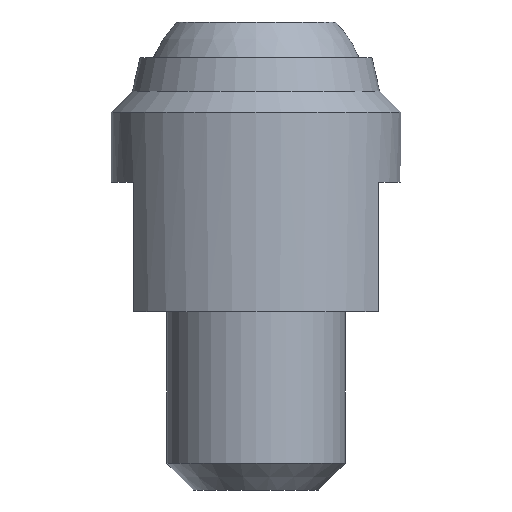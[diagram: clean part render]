
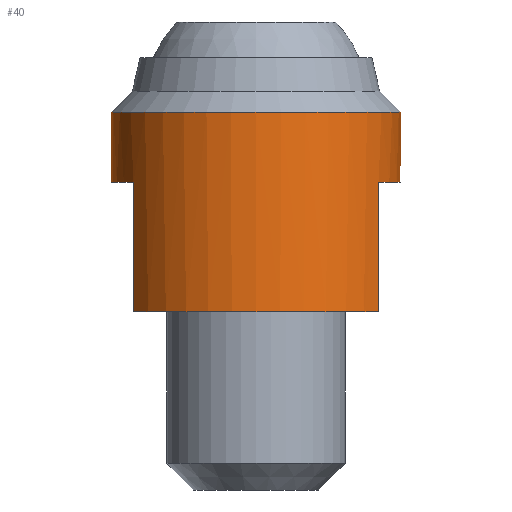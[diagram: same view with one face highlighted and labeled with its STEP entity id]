
A CAD part, front view. The second image highlights one B-rep face of the part: STEP entity #40.
In plain terms, the highlighted cylindrical face has radius 6.5 mm (diameter 13 mm), a full revolution.
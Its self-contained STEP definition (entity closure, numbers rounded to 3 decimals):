
#40 = ADVANCED_FACE( '', ( #87, #88 ), #89, .T. );
#87 = FACE_OUTER_BOUND( '', #144, .T. );
#88 = FACE_OUTER_BOUND( '', #145, .T. );
#89 = CYLINDRICAL_SURFACE( '', #146, 6.5 );
#144 = EDGE_LOOP( '', ( #197 ) );
#145 = EDGE_LOOP( '', ( #198, #199, #200, #201, #202, #203, #204, #205 ) );
#146 = AXIS2_PLACEMENT_3D( '', #206, #207, #208 );
#197 = ORIENTED_EDGE( '', *, *, #288, .T. );
#198 = ORIENTED_EDGE( '', *, *, #290, .F. );
#199 = ORIENTED_EDGE( '', *, *, #291, .F. );
#200 = ORIENTED_EDGE( '', *, *, #292, .F. );
#201 = ORIENTED_EDGE( '', *, *, #293, .T. );
#202 = ORIENTED_EDGE( '', *, *, #294, .F. );
#203 = ORIENTED_EDGE( '', *, *, #295, .F. );
#204 = ORIENTED_EDGE( '', *, *, #296, .F. );
#205 = ORIENTED_EDGE( '', *, *, #297, .T. );
#206 = CARTESIAN_POINT( '', ( 0., 0., 11.4 ) );
#207 = DIRECTION( '', ( 0., 0., 1. ) );
#208 = DIRECTION( '', ( -1., 0., 0. ) );
#288 = EDGE_CURVE( '', #323, #323, #324, .T. );
#290 = EDGE_CURVE( '', #326, #327, #328, .T. );
#291 = EDGE_CURVE( '', #329, #326, #330, .T. );
#292 = EDGE_CURVE( '', #331, #329, #332, .F. );
#293 = EDGE_CURVE( '', #331, #333, #334, .T. );
#294 = EDGE_CURVE( '', #335, #333, #336, .T. );
#295 = EDGE_CURVE( '', #337, #335, #338, .T. );
#296 = EDGE_CURVE( '', #339, #337, #340, .F. );
#297 = EDGE_CURVE( '', #339, #327, #341, .T. );
#323 = VERTEX_POINT( '', #373 );
#324 = CIRCLE( '', #374, 6.5 );
#326 = VERTEX_POINT( '', #376 );
#327 = VERTEX_POINT( '', #377 );
#328 = LINE( '', #378, #379 );
#329 = VERTEX_POINT( '', #380 );
#330 = CIRCLE( '', #381, 6.5 );
#331 = VERTEX_POINT( '', #382 );
#332 = LINE( '', #383, #384 );
#333 = VERTEX_POINT( '', #385 );
#334 = CIRCLE( '', #386, 6.5 );
#335 = VERTEX_POINT( '', #387 );
#336 = LINE( '', #388, #389 );
#337 = VERTEX_POINT( '', #390 );
#338 = CIRCLE( '', #391, 6.5 );
#339 = VERTEX_POINT( '', #392 );
#340 = LINE( '', #393, #394 );
#341 = CIRCLE( '', #395, 6.5 );
#373 = CARTESIAN_POINT( '', ( -6.5, 0., 8.946 ) );
#374 = AXIS2_PLACEMENT_3D( '', #431, #432, #433 );
#376 = CARTESIAN_POINT( '', ( -5.5, 3.464, 5.8 ) );
#377 = CARTESIAN_POINT( '', ( -5.5, 3.464, 0. ) );
#378 = CARTESIAN_POINT( '', ( -5.5, 3.464, 11.4 ) );
#379 = VECTOR( '', #434, 1000. );
#380 = CARTESIAN_POINT( '', ( -5.5, -3.464, 5.8 ) );
#381 = AXIS2_PLACEMENT_3D( '', #435, #436, #437 );
#382 = CARTESIAN_POINT( '', ( -5.5, -3.464, 0. ) );
#383 = CARTESIAN_POINT( '', ( -5.5, -3.464, 11.4 ) );
#384 = VECTOR( '', #438, 1000. );
#385 = CARTESIAN_POINT( '', ( 5.5, -3.464, 0. ) );
#386 = AXIS2_PLACEMENT_3D( '', #439, #440, #441 );
#387 = CARTESIAN_POINT( '', ( 5.5, -3.464, 5.8 ) );
#388 = CARTESIAN_POINT( '', ( 5.5, -3.464, 11.4 ) );
#389 = VECTOR( '', #442, 1000. );
#390 = CARTESIAN_POINT( '', ( 5.5, 3.464, 5.8 ) );
#391 = AXIS2_PLACEMENT_3D( '', #443, #444, #445 );
#392 = CARTESIAN_POINT( '', ( 5.5, 3.464, 0. ) );
#393 = CARTESIAN_POINT( '', ( 5.5, 3.464, 11.4 ) );
#394 = VECTOR( '', #446, 1000. );
#395 = AXIS2_PLACEMENT_3D( '', #447, #448, #449 );
#431 = CARTESIAN_POINT( '', ( 0., 0., 8.946 ) );
#432 = DIRECTION( '', ( 0., 0., -1. ) );
#433 = DIRECTION( '', ( -1., 0., 0. ) );
#434 = DIRECTION( '', ( 0., 0., -1. ) );
#435 = CARTESIAN_POINT( '', ( 0., 0., 5.8 ) );
#436 = DIRECTION( '', ( 0., 0., -1. ) );
#437 = DIRECTION( '', ( -1., 0., 0. ) );
#438 = DIRECTION( '', ( 0., 0., -1. ) );
#439 = CARTESIAN_POINT( '', ( 0., 0., 0. ) );
#440 = DIRECTION( '', ( 0., 0., 1. ) );
#441 = DIRECTION( '', ( 1., 0., 0. ) );
#442 = DIRECTION( '', ( 0., 0., -1. ) );
#443 = CARTESIAN_POINT( '', ( 0., 0., 5.8 ) );
#444 = DIRECTION( '', ( 0., 0., -1. ) );
#445 = DIRECTION( '', ( -1., 0., 0. ) );
#446 = DIRECTION( '', ( 0., 0., -1. ) );
#447 = CARTESIAN_POINT( '', ( 0., 0., 0. ) );
#448 = DIRECTION( '', ( 0., 0., 1. ) );
#449 = DIRECTION( '', ( 1., 0., 0. ) );
